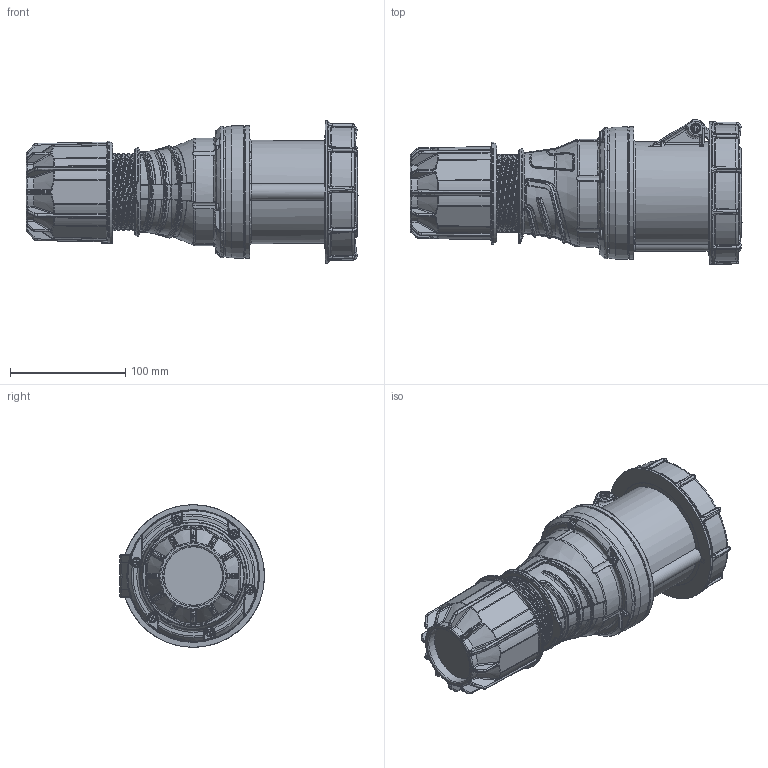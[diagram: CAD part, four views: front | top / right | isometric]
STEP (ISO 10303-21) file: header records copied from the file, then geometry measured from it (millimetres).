
FILE_DESCRIPTION (( 'STEP AP203' ), '1' );
FILE_NAME ('243,244,245_facelift.STEP', '2021-12-15T13:13:05', ( '' ), ( '' ), 'SwSTEP 2.0', 'SolidWorks 2021', '' );
FILE_SCHEMA (( 'CONFIG_CONTROL_DESIGN' ));
Products named in the file (1): 243,244,245_facelift
Bounding box: 287.59 x 125.5 x 123.5 mm (x, y, z)
Volume: 1815055.8 mm3; surface area: 123074.7 mm2
Topology: 1 solids, 10 shells, 2979 faces, 7242 edges, 4254 vertices
Faces by surface type: bspline 1534, plane 534, cylinder 326, torus 248, cone 244, sphere 93
Full cylindrical faces by diameter (mm): 3.45 x6, 7.4 x6, 7.5 x1, 67.37 x1, 79.164 x1, 113.98 x1, 114.98 x1, 123.5 x1
Entity records: 147216 total; most frequent: CARTESIAN_POINT 90784, ORIENTED_EDGE 14128, DIRECTION 8609, EDGE_CURVE 7064, VERTEX_POINT 4216, AXIS2_PLACEMENT_3D 3798, B_SPLINE_CURVE_WITH_KNOTS 3453, EDGE_LOOP 3088
